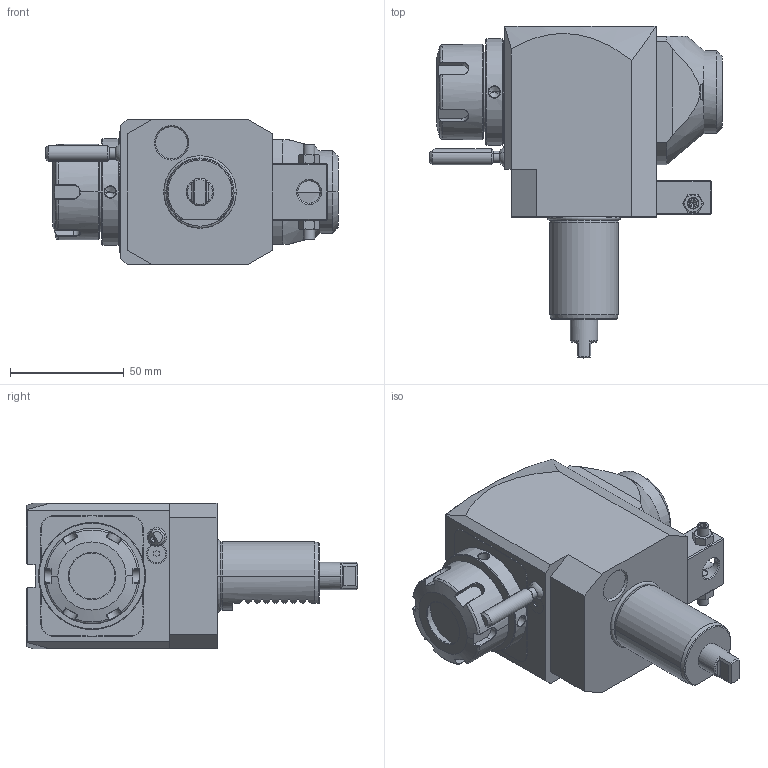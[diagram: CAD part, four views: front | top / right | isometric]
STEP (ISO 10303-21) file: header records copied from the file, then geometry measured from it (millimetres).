
FILE_DESCRIPTION((''),'2;1');
FILE_NAME('NGT1_30_221_25_3_2_55C','2022-01-25T',('vali'),('NOVA GRUP'),'PRO/ENGINEER BY PARAMETRIC TECHNOLOGY CORPORATION, 2010280','PRO/ENGINEER BY PARAMETRIC TECHNOLOGY CORPORATION, 2010280','');
FILE_SCHEMA(('CONFIG_CONTROL_DESIGN'));
Length unit declared in the file: millimetre
Products named in the file (1): NGT1_30_221_25_3_2_55C
Bounding box: 128.63 x 146 x 64 mm (x, y, z)
Volume: 472548.9 mm3; surface area: 48512.8 mm2
Topology: 1 solids, 1 shells, 414 faces, 1046 edges, 638 vertices
Faces by surface type: plane 186, cylinder 82, cone 75, bspline 56, torus 13, sphere 2
Entity records: 17600 total; most frequent: CARTESIAN_POINT 8333, ORIENTED_EDGE 2052, DIRECTION 1670, EDGE_CURVE 1026, VERTEX_POINT 638, AXIS2_PLACEMENT_3D 573, VECTOR 524, LINE 524
